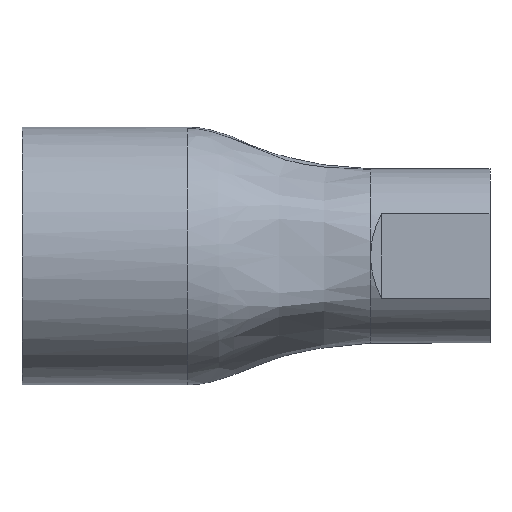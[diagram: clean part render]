
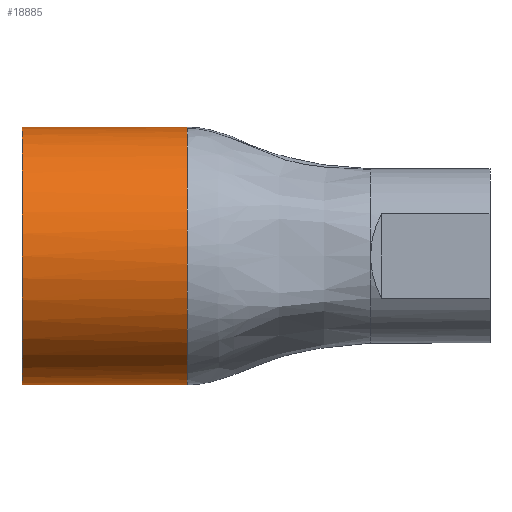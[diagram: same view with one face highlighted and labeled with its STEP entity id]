
A CAD part, left-side view. The second image highlights one B-rep face of the part: STEP entity #18885.
In plain terms, the highlighted cylindrical face has radius 14.05 mm (diameter 28.1 mm), a partial arc.
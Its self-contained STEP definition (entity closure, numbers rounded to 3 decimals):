
#1355 = CARTESIAN_POINT ( 'NONE',  ( -12.634, -24.875, -6.172 ) ) ;
#1536 = ORIENTED_EDGE ( 'NONE', *, *, #12293, .F. ) ;
#1543 = CARTESIAN_POINT ( 'NONE',  ( -12.177, -24.875, 7.031 ) ) ;
#1739 = CARTESIAN_POINT ( 'NONE',  ( -1.954, -24.875, 13.913 ) ) ;
#1956 = FACE_OUTER_BOUND ( 'NONE', #7711, .T. ) ;
#2243 = CARTESIAN_POINT ( 'NONE',  ( 0., -10.875, 0. ) ) ;
#2442 = VERTEX_POINT ( 'NONE', #3800 ) ;
#2542 = ORIENTED_EDGE ( 'NONE', *, *, #6336, .T. ) ;
#3013 = CARTESIAN_POINT ( 'NONE',  ( -0.324, -24.875, -14.05 ) ) ;
#3070 = AXIS2_PLACEMENT_3D ( 'NONE', #11201, #18795, #5457 ) ;
#3203 = ORIENTED_EDGE ( 'NONE', *, *, #12084, .F. ) ;
#3211 = CARTESIAN_POINT ( 'NONE',  ( -13.361, -24.875, -4.436 ) ) ;
#3263 = DIRECTION ( 'NONE',  ( 0., 1., 0. ) ) ;
#3309 = CARTESIAN_POINT ( 'NONE',  ( -12.902, -24.875, -5.573 ) ) ;
#3800 = CARTESIAN_POINT ( 'NONE',  ( 0., -6.875, -14.05 ) ) ;
#4563 = CARTESIAN_POINT ( 'NONE',  ( -11.662, -24.875, 7.856 ) ) ;
#4566 = CARTESIAN_POINT ( 'NONE',  ( -1.954, -24.875, 13.913 ) ) ;
#4757 = CARTESIAN_POINT ( 'NONE',  ( 0., -10.875, -14.05 ) ) ;
#5457 = DIRECTION ( 'NONE',  ( 0., 0., -1. ) ) ;
#5820 = ORIENTED_EDGE ( 'NONE', *, *, #17772, .F. ) ;
#5928 = DIRECTION ( 'NONE',  ( 0., 1., 0. ) ) ;
#6022 = CARTESIAN_POINT ( 'NONE',  ( -13.875, -24.875, 2.706 ) ) ;
#6119 = CARTESIAN_POINT ( 'NONE',  ( -10.522, -24.875, 9.353 ) ) ;
#6215 = CARTESIAN_POINT ( 'NONE',  ( -12.902, -24.875, 5.573 ) ) ;
#6336 = EDGE_CURVE ( 'NONE', #6963, #17663, #9096, .T. ) ;
#6963 = VERTEX_POINT ( 'NONE', #18444 ) ;
#7293 = CARTESIAN_POINT ( 'NONE',  ( -9.282, -24.875, 10.663 ) ) ;
#7482 = CARTESIAN_POINT ( 'NONE',  ( -13.875, -24.875, -2.706 ) ) ;
#7576 = CARTESIAN_POINT ( 'NONE',  ( -1.625, -24.875, -13.96 ) ) ;
#7676 = CARTESIAN_POINT ( 'NONE',  ( -4.594, -24.875, 13.37 ) ) ;
#7711 = EDGE_LOOP ( 'NONE', ( #1536, #3203, #5820, #2542, #9787 ) ) ;
#8400 = CARTESIAN_POINT ( 'NONE',  ( 0., -24.875, 14.05 ) ) ;
#8815 = EDGE_CURVE ( 'NONE', #17663, #2442, #16747, .T. ) ;
#8850 = CARTESIAN_POINT ( 'NONE',  ( -14.137, -24.875, 0. ) ) ;
#9096 = LINE ( 'NONE', #16592, #16004 ) ;
#9138 = CARTESIAN_POINT ( 'NONE',  ( -10.522, -24.875, -9.353 ) ) ;
#9640 = CYLINDRICAL_SURFACE ( 'NONE', #18695, 14.05 ) ;
#9787 = ORIENTED_EDGE ( 'NONE', *, *, #8815, .T. ) ;
#10047 = CARTESIAN_POINT ( 'NONE',  ( -1.625, -24.875, 13.96 ) ) ;
#10395 = CARTESIAN_POINT ( 'NONE',  ( -2.839, -24.875, 13.789 ) ) ;
#10488 = CARTESIAN_POINT ( 'NONE',  ( -7.069, -24.875, -12.243 ) ) ;
#10683 = CARTESIAN_POINT ( 'NONE',  ( -12.634, -24.875, 6.172 ) ) ;
#11004 = DIRECTION ( 'NONE',  ( 0., 1., 0. ) ) ;
#11201 = CARTESIAN_POINT ( 'NONE',  ( 0., -6.875, 0. ) ) ;
#11224 = CARTESIAN_POINT ( 'NONE',  ( 0., -6.875, 14.05 ) ) ;
#11759 = CARTESIAN_POINT ( 'NONE',  ( -7.069, -24.875, 12.243 ) ) ;
#11779 = VECTOR ( 'NONE', #5928, 1000. ) ;
#11858 = CARTESIAN_POINT ( 'NONE',  ( -13.361, -24.875, 4.436 ) ) ;
#12045 = CARTESIAN_POINT ( 'NONE',  ( -0.972, -24.875, -14.028 ) ) ;
#12084 = EDGE_CURVE ( 'NONE', #13108, #12116, #13978, .T. ) ;
#12116 = VERTEX_POINT ( 'NONE', #17909 ) ;
#12144 = LINE ( 'NONE', #4757, #11779 ) ;
#12293 = EDGE_CURVE ( 'NONE', #12116, #2442, #12144, .T. ) ;
#12870 = CARTESIAN_POINT ( 'NONE',  ( -1.954, -24.875, 13.913 ) ) ;
#13108 = VERTEX_POINT ( 'NONE', #4566 ) ;
#13229 = CARTESIAN_POINT ( 'NONE',  ( -11.277, -24.875, -8.387 ) ) ;
#13322 = CARTESIAN_POINT ( 'NONE',  ( 0., -24.875, -14.05 ) ) ;
#13510 = CARTESIAN_POINT ( 'NONE',  ( -11.277, -24.875, 8.387 ) ) ;
#13978 = B_SPLINE_CURVE_WITH_KNOTS ( 'NONE', 3,
 ( #1739, #10395, #7676, #11759, #7293, #6119, #13510, #4563, #1543, #10683, #6215, #11858, #6022, #8850, #7482, #3211, #3309, #1355, #17713, #14782, #13229, #9138, #16341, #10488, #15079, #14981, #7576, #12045, #3013, #13322 ),
 .UNSPECIFIED., .F., .F.,
 ( 4, 1, 1, 1, 2, 1, 1, 1, 2, 1, 1, 1, 2, 1, 1, 1, 2, 1, 1, 1, 2, 1, 4 ),
 ( 0., 0.03, 0.061, 0.091, 0.122, 0.133, 0.144, 0.155, 0.167, 0.197, 0.227, 0.258, 0.288, 0.299, 0.311, 0.322, 0.333, 0.364, 0.394, 0.424, 0.455, 0.466, 0.477 ),
 .UNSPECIFIED. ) ;
#14782 = CARTESIAN_POINT ( 'NONE',  ( -11.662, -24.875, -7.856 ) ) ;
#14981 = CARTESIAN_POINT ( 'NONE',  ( -2.839, -24.875, -13.789 ) ) ;
#15079 = CARTESIAN_POINT ( 'NONE',  ( -4.594, -24.875, -13.37 ) ) ;
#15394 = DIRECTION ( 'NONE',  ( 0., 0., 1. ) ) ;
#16004 = VECTOR ( 'NONE', #3263, 1000. ) ;
#16341 = CARTESIAN_POINT ( 'NONE',  ( -9.282, -24.875, -10.663 ) ) ;
#16592 = CARTESIAN_POINT ( 'NONE',  ( 0., -10.875, 14.05 ) ) ;
#16747 = CIRCLE ( 'NONE', #3070, 14.05 ) ;
#17357 = CARTESIAN_POINT ( 'NONE',  ( -0.324, -24.875, 14.05 ) ) ;
#17642 = CARTESIAN_POINT ( 'NONE',  ( -0.972, -24.875, 14.028 ) ) ;
#17663 = VERTEX_POINT ( 'NONE', #11224 ) ;
#17713 = CARTESIAN_POINT ( 'NONE',  ( -12.177, -24.875, -7.031 ) ) ;
#17772 = EDGE_CURVE ( 'NONE', #6963, #13108, #18925, .T. ) ;
#17909 = CARTESIAN_POINT ( 'NONE',  ( 0., -24.875, -14.05 ) ) ;
#18444 = CARTESIAN_POINT ( 'NONE',  ( 0., -24.875, 14.05 ) ) ;
#18695 = AXIS2_PLACEMENT_3D ( 'NONE', #2243, #11004, #15394 ) ;
#18795 = DIRECTION ( 'NONE',  ( 0., -1., 0. ) ) ;
#18885 = ADVANCED_FACE ( 'NONE', ( #1956 ), #9640, .T. ) ;
#18925 = B_SPLINE_CURVE_WITH_KNOTS ( 'NONE', 3,
 ( #8400, #17357, #17642, #10047, #12870 ),
 .UNSPECIFIED., .F., .F.,
 ( 4, 1, 4 ),
 ( 0.977, 0.989, 1. ),
 .UNSPECIFIED. ) ;
